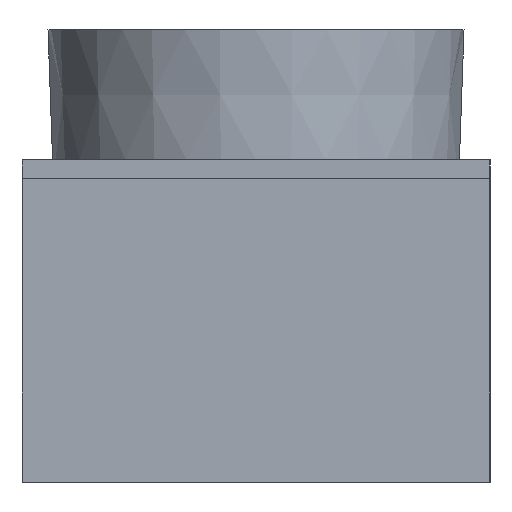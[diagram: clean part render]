
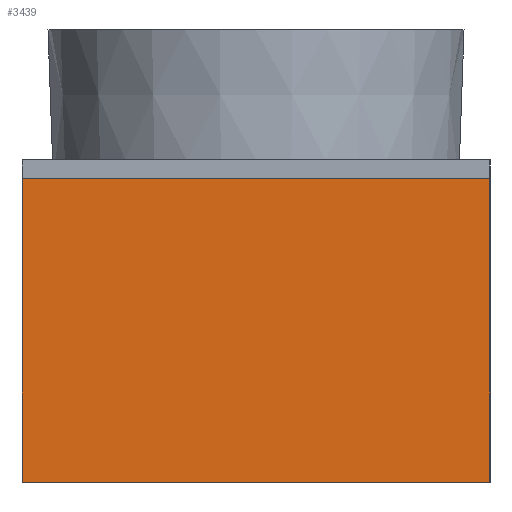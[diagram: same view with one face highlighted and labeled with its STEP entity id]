
A CAD part, left-side view. The second image highlights one B-rep face of the part: STEP entity #3439.
In plain terms, the highlighted planar face has unit normal (-1, 0, 0).
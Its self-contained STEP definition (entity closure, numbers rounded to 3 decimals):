
#448=FACE_OUTER_BOUND('',#679,.T.);
#679=EDGE_LOOP('',(#2737,#2738,#2739,#2740));
#1028=LINE('',#5419,#1343);
#1032=LINE('',#5427,#1347);
#1035=LINE('',#5433,#1350);
#1038=LINE('',#5438,#1353);
#1343=VECTOR('',#4440,1.);
#1347=VECTOR('',#4446,1.);
#1350=VECTOR('',#4451,1.);
#1353=VECTOR('',#4456,1.);
#1583=VERTEX_POINT('',#5417);
#1584=VERTEX_POINT('',#5418);
#1587=VERTEX_POINT('',#5426);
#1589=VERTEX_POINT('',#5432);
#1976=EDGE_CURVE('',#1583,#1584,#1028,.T.);
#1980=EDGE_CURVE('',#1584,#1587,#1032,.T.);
#1983=EDGE_CURVE('',#1587,#1589,#1035,.T.);
#1986=EDGE_CURVE('',#1589,#1583,#1038,.T.);
#2737=ORIENTED_EDGE('',*,*,#1986,.T.);
#2738=ORIENTED_EDGE('',*,*,#1976,.T.);
#2739=ORIENTED_EDGE('',*,*,#1980,.T.);
#2740=ORIENTED_EDGE('',*,*,#1983,.T.);
#3279=PLANE('',#3741);
#3439=ADVANCED_FACE('',(#448),#3279,.T.);
#3741=AXIS2_PLACEMENT_3D('',#5441,#4460,#4461);
#4440=DIRECTION('',(0.,0.,-1.));
#4446=DIRECTION('',(0.,-1.,0.));
#4451=DIRECTION('',(0.,0.,1.));
#4456=DIRECTION('',(0.,1.,0.));
#4460=DIRECTION('center_axis',(-1.,0.,0.));
#4461=DIRECTION('ref_axis',(0.,0.,1.));
#5417=CARTESIAN_POINT('',(0.,0.,292.));
#5418=CARTESIAN_POINT('',(0.,0.,0.));
#5419=CARTESIAN_POINT('',(0.,0.,292.));
#5426=CARTESIAN_POINT('',(0.,-450.,0.));
#5427=CARTESIAN_POINT('',(0.,0.,0.));
#5432=CARTESIAN_POINT('',(0.,-450.,292.));
#5433=CARTESIAN_POINT('',(0.,-450.,0.));
#5438=CARTESIAN_POINT('',(0.,-450.,292.));
#5441=CARTESIAN_POINT('Origin',(0.,-225.,146.));
